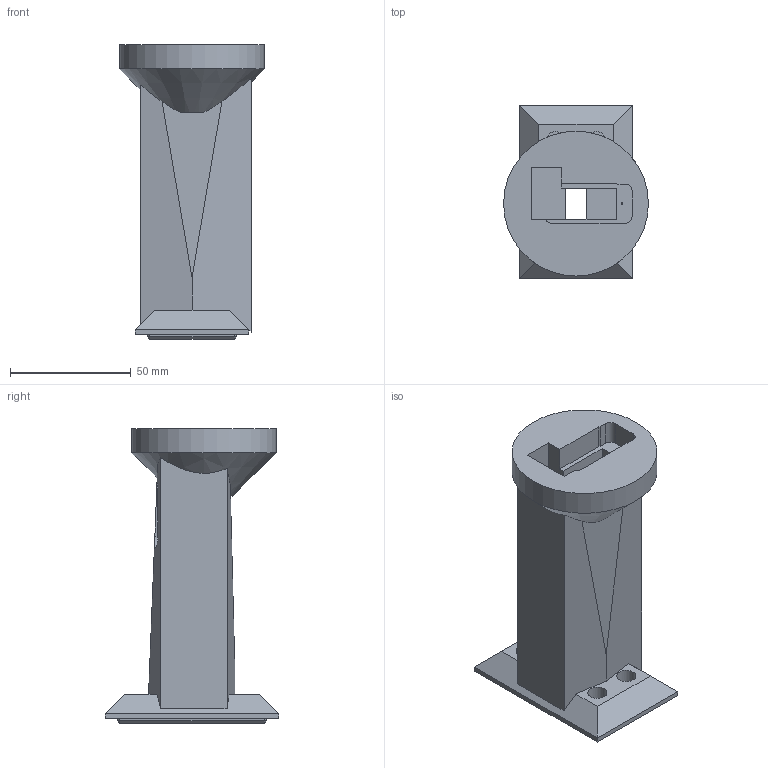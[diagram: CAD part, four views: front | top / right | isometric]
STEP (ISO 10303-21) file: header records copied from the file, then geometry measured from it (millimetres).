
FILE_DESCRIPTION(/* description */ (''),/* implementation_level */ '2;1');
FILE_NAME(/* name */ 'Tower.stp',/* time_stamp */ '2024-03-18T00:49:44+01:00',/* author */ ('Daniel'),/* organization */ (''),/* preprocessor_version */ 'ST-DEVELOPER v19.2',/* originating_system */ 'Autodesk Inventor 2024',/* authorisation */ '');
FILE_SCHEMA (('AUTOMOTIVE_DESIGN { 1 0 10303 214 3 1 1 }'));
Length unit declared in the file: millimetre
Products named in the file (1): Tower
Bounding box: 60 x 72 x 122 mm (x, y, z)
Volume: 121840.6 mm3; surface area: 41982.9 mm2
Topology: 1 solids, 1 shells, 91 faces, 229 edges, 146 vertices
Faces by surface type: plane 71, cylinder 15, bspline 4, cone 1
Full cylindrical faces by diameter (mm): 0.8 x1, 4.2 x4, 8 x4, 60 x1
Entity records: 2800 total; most frequent: CARTESIAN_POINT 567, ORIENTED_EDGE 458, DIRECTION 424, EDGE_CURVE 229, LINE 182, VECTOR 182, VERTEX_POINT 145, AXIS2_PLACEMENT_3D 121
